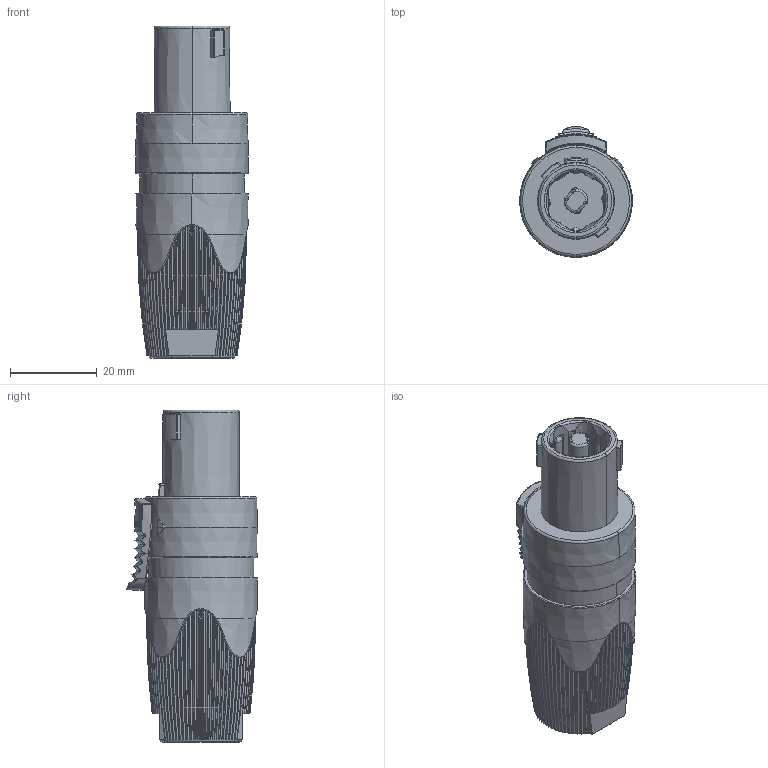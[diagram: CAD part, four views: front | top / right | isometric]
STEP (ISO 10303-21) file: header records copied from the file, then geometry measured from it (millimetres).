
FILE_DESCRIPTION((''),'2;1');
FILE_NAME('NL4FX','2019-02-28T',('odo'),(''),'CREO PARAMETRIC BY PTC INC, 2017020','CREO PARAMETRIC BY PTC INC, 2017020','');
FILE_SCHEMA(('CONFIG_CONTROL_DESIGN'));
Products named in the file (1): NL4FX
Bounding box: 26 x 30.18 x 76.5 mm (x, y, z)
Volume: 29173.9 mm3; surface area: 9992.7 mm2
Topology: 1 solids, 5 shells, 954 faces, 2440 edges, 1510 vertices
Faces by surface type: bspline 261, cone 254, plane 201, torus 125, cylinder 86, sphere 17, extrusion 10
Entity records: 42026 total; most frequent: CARTESIAN_POINT 21350, ORIENTED_EDGE 4880, DIRECTION 3658, EDGE_CURVE 2440, AXIS2_PLACEMENT_3D 1600, VERTEX_POINT 1510, B_SPLINE_CURVE_WITH_KNOTS 1085, EDGE_LOOP 974
